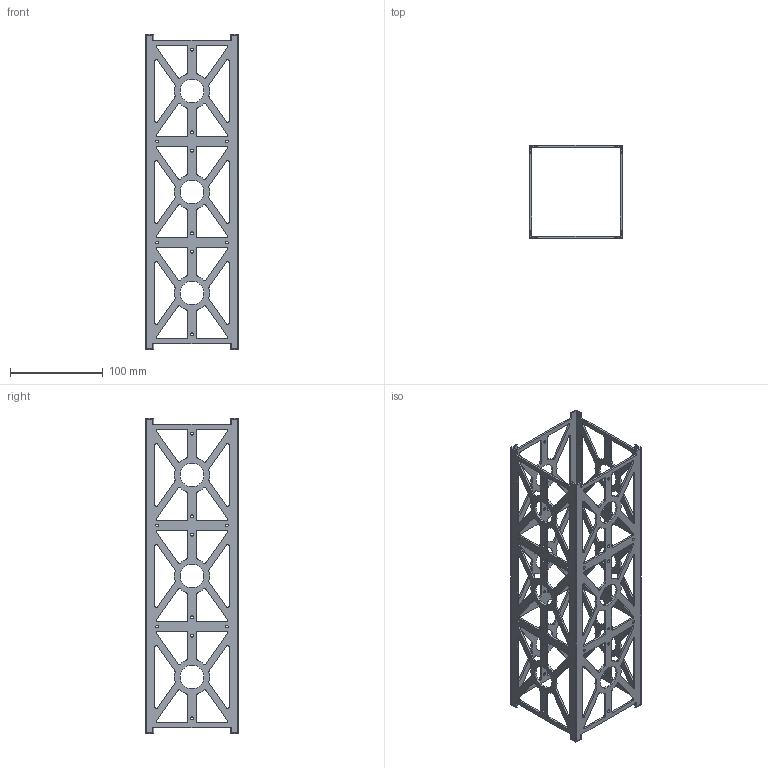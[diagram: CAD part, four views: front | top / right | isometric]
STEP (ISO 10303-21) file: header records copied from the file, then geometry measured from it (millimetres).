
FILE_DESCRIPTION(('CATIA V5 STEP Exchange'),'2;1');
FILE_NAME('CUBO-004.stp','2015-06-22T00:54:38+00:00',('none'),('none'),'CATIA Version 5 Release 21 GA (IN-10)','CATIA V5 STEP AP203','none');
FILE_SCHEMA(('CONFIG_CONTROL_DESIGN'));
Length unit declared in the file: millimetre
Products named in the file (1): CUBO-004
Bounding box: 100 x 100 x 340.5 mm (x, y, z)
Volume: 125525.1 mm3; surface area: 148201.1 mm2
Topology: 1 solids, 1 shells, 756 faces, 2252 edges, 1496 vertices
Faces by surface type: cylinder 500, plane 256
Entity records: 24320 total; most frequent: CARTESIAN_POINT 4523, ORIENTED_EDGE 4504, DIRECTION 3240, EDGE_CURVE 2252, VERTEX_POINT 1496, AXIS2_PLACEMENT_3D 1459, VECTOR 1268, LINE 1268
